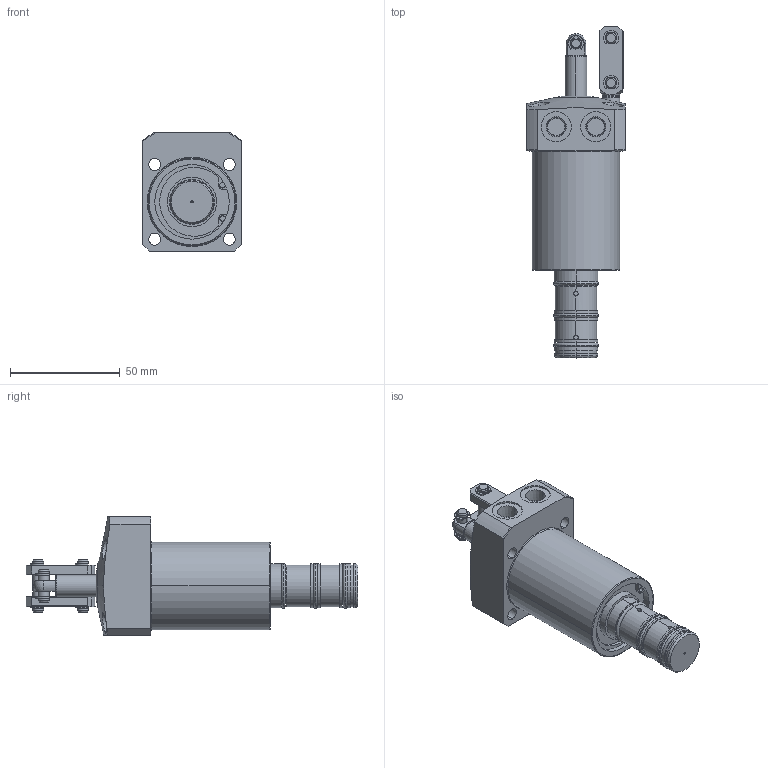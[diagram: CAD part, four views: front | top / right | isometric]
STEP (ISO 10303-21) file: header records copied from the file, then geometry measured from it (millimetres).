
FILE_DESCRIPTION (( 'STEP AP203' ), '1' );
FILE_NAME ('WCE0601-2SRM.STEP', '2018-12-15T06:46:56', ( '微软用户' ), ( '微软中国' ), 'SwSTEP 2.0', 'SolidWorks 2012', '' );
FILE_SCHEMA (( 'CONFIG_CONTROL_DESIGN' ));
Length unit declared in the file: millimetre
Products named in the file (9): WCE0601-2SRM; WCE0601-M_headcover; ETW-3; WCE0601_linkplate; LM0360_诉輥E2_4L60308-00; LM0360_诉輥E1_4L60307-00; WCE0601_pistonrod; WCE0601_rodcover; WCE0601-S_cylinderR
Assembly tree (15 placements, depth 2):
  WCE0601-2SRM
    WCE0601-S_cylinderR
    WCE0601_rodcover
    WCE0601_pistonrod
    LM0360_诉輥E1_4L60307-00
    LM0360_诉輥E2_4L60308-00  x2
    WCE0601_linkplate  x2
    ETW-3  x6
    WCE0601-M_headcover
Bounding box: 45 x 151.5 x 54 mm (x, y, z)
Volume: 132121.1 mm3; surface area: 30615.6 mm2
Topology: 18 solids, 19 shells, 535 faces, 1258 edges, 792 vertices
Faces by surface type: cylinder 247, plane 150, torus 74, cone 62, sphere 2
Entity records: 11665 total; most frequent: CARTESIAN_POINT 2289, DIRECTION 1936, ORIENTED_EDGE 1580, AXIS2_PLACEMENT_3D 823, EDGE_CURVE 790, VERTEX_POINT 490, CIRCLE 452, EDGE_LOOP 408
